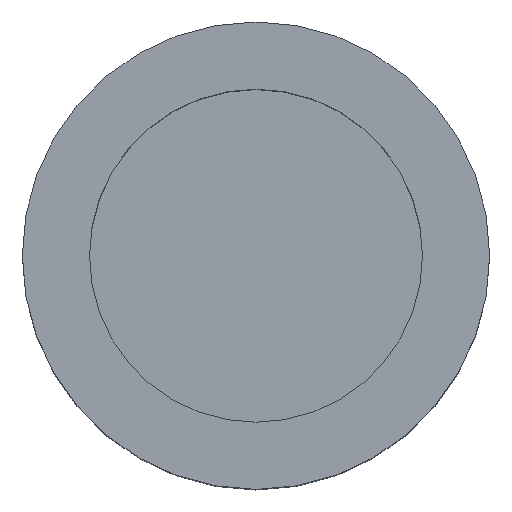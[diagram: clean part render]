
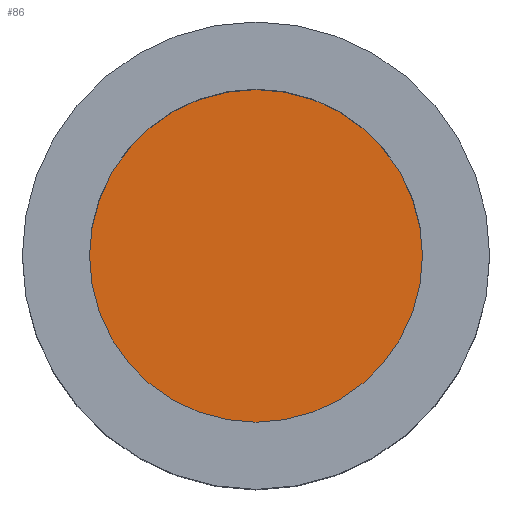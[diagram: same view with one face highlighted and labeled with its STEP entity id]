
A CAD part, top view. The second image highlights one B-rep face of the part: STEP entity #86.
In plain terms, the highlighted planar face has unit normal (0, 0, 1).
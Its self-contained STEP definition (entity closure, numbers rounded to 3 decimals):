
#17=PLANE('',#115);
#22=FACE_OUTER_BOUND('',#29,.T.);
#29=EDGE_LOOP('',(#68));
#43=CIRCLE('',#113,4.275);
#49=VERTEX_POINT('',#158);
#55=EDGE_CURVE('',#49,#49,#43,.T.);
#68=ORIENTED_EDGE('',*,*,#55,.T.);
#86=ADVANCED_FACE('',(#22),#17,.T.);
#113=AXIS2_PLACEMENT_3D('',#159,#129,#130);
#115=AXIS2_PLACEMENT_3D('',#163,#134,#135);
#129=DIRECTION('center_axis',(0.,0.,1.));
#130=DIRECTION('ref_axis',(-1.,0.,0.));
#134=DIRECTION('center_axis',(0.,0.,1.));
#135=DIRECTION('ref_axis',(1.,0.,0.));
#158=CARTESIAN_POINT('',(4.275,0.,-2.5));
#159=CARTESIAN_POINT('Origin',(0.,0.,
-2.5));
#163=CARTESIAN_POINT('Origin',(0.,0.,
-2.5));
